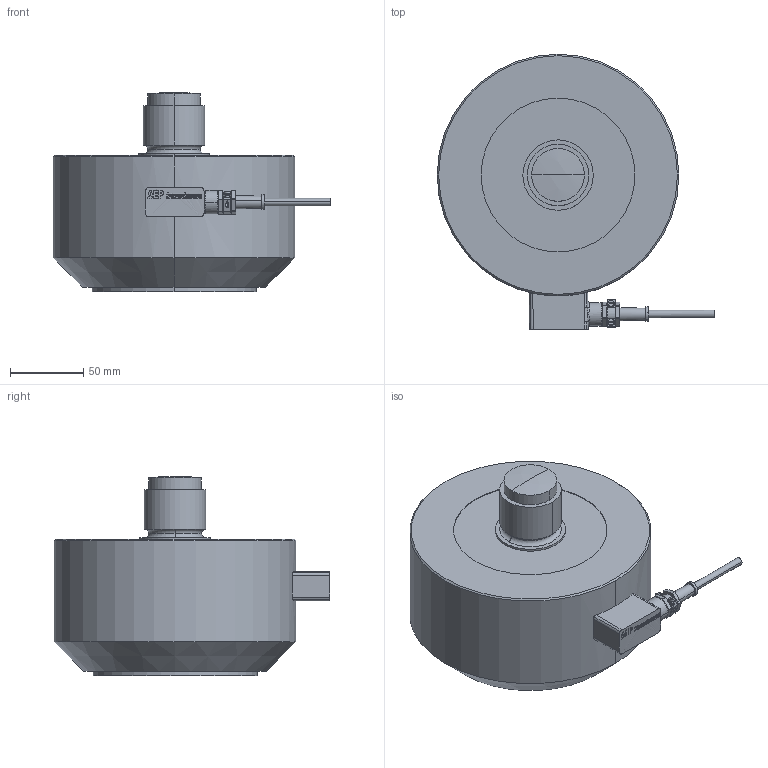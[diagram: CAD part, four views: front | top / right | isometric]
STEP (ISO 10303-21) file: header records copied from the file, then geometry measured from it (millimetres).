
FILE_DESCRIPTION(('STEP AP214'),'1');
FILE_NAME('KAL 200kN.stp','2019-10-17T06:53:47',(' '),(' '),'Spatial InterOp 3D',' ',' ');
FILE_SCHEMA(('automotive_design'));
Length unit declared in the file: metre
Products named in the file (1): Box
Bounding box: 189.54 x 188.09 x 135.89 mm (x, y, z)
Volume: 1859032.4 mm3; surface area: 101228.5 mm2
Topology: 1 solids, 1 shells, 243 faces, 692 edges, 483 vertices
Faces by surface type: plane 110, cylinder 74, torus 20, extrusion 19, cone 14, bspline 4, sphere 2
Entity records: 10784 total; most frequent: CARTESIAN_POINT 2343, ORIENTED_EDGE 1384, DIRECTION 1305, EDGE_CURVE 692, VERTEX_POINT 483, AXIS2_PLACEMENT_3D 460, VECTOR 385, LINE 366
